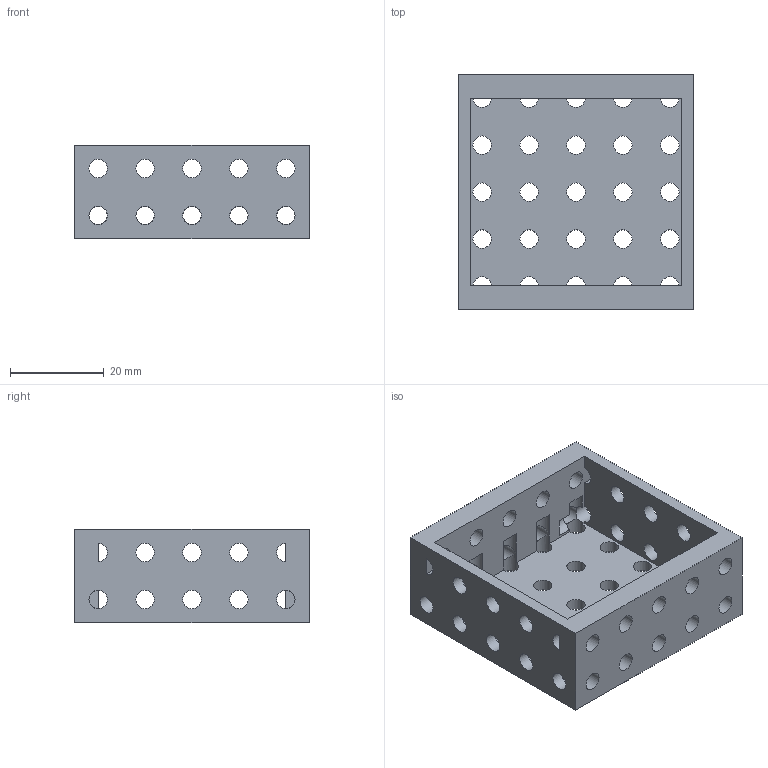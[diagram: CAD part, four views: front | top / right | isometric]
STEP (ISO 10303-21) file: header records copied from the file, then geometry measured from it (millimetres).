
FILE_DESCRIPTION(('Open CASCADE Model'),'2;1');
FILE_NAME('Open CASCADE Shape Model','2025-10-19T17:33:11',('Author'),( 'Open CASCADE'),'Open CASCADE STEP processor 7.8','Open CASCADE 7.8' ,'Unknown');
FILE_SCHEMA(('AUTOMOTIVE_DESIGN { 1 0 10303 214 1 1 1 1 }'));
Length unit declared in the file: millimetre
Products named in the file (1): Open CASCADE STEP translator 7.8 1
Bounding box: 50 x 50 x 20 mm (x, y, z)
Volume: 15680.5 mm3; surface area: 13191.8 mm2
Topology: 1 solids, 1 shells, 108 faces, 379 edges, 246 vertices
Faces by surface type: cylinder 79, plane 29
Full cylindrical faces by diameter (mm): 3.9 x61
Entity records: 10252 total; most frequent: CARTESIAN_POINT 3114, DIRECTION 1215, ORIENTED_EDGE 758, PCURVE 758, DEFINITIONAL_REPRESENTATION 758, LINE 531, VECTOR 531, EDGE_CURVE 379
